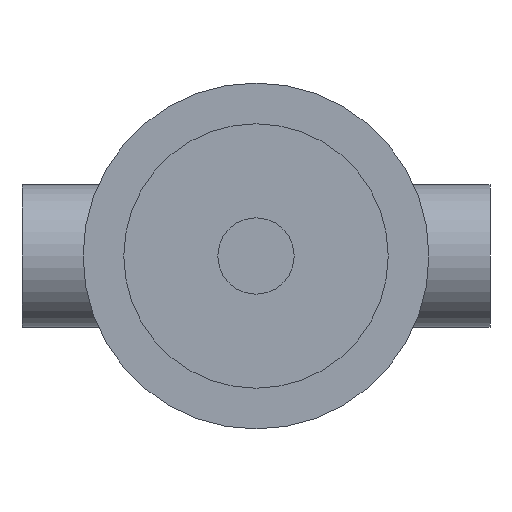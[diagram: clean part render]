
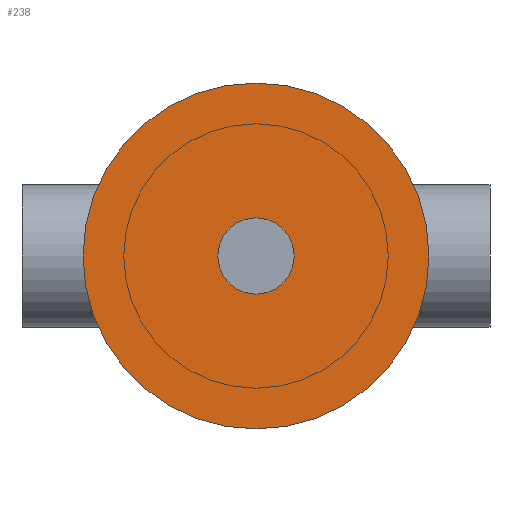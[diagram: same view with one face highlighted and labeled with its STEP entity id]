
A CAD part, left-side view. The second image highlights one B-rep face of the part: STEP entity #238.
In plain terms, the highlighted planar face has unit normal (-1, 0, 0).
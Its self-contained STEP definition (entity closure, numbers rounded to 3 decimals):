
#11 = AXIS2_PLACEMENT_3D ( 'NONE', #429, #239, #499 ) ;
#35 = AXIS2_PLACEMENT_3D ( 'NONE', #358, #482, #96 ) ;
#96 = DIRECTION ( 'NONE',  ( 0., 0., -1. ) ) ;
#118 = ORIENTED_EDGE ( 'NONE', *, *, #388, .F. ) ;
#163 = AXIS2_PLACEMENT_3D ( 'NONE', #359, #419, #546 ) ;
#177 = EDGE_CURVE ( 'NONE', #539, #516, #303, .T. ) ;
#200 = CARTESIAN_POINT ( 'NONE',  ( -1930., 0., 0. ) ) ;
#220 = ORIENTED_EDGE ( 'NONE', *, *, #450, .F. ) ;
#238 = ADVANCED_FACE ( 'NONE', ( #446, #514 ), #489, .F. ) ;
#239 = DIRECTION ( 'NONE',  ( -1., 0., 0. ) ) ;
#247 = VERTEX_POINT ( 'NONE', #416 ) ;
#248 = CARTESIAN_POINT ( 'NONE',  ( -1930., 0., 18.75 ) ) ;
#267 = DIRECTION ( 'NONE',  ( 0., 0., -1. ) ) ;
#277 = EDGE_LOOP ( 'NONE', ( #335, #118 ) ) ;
#303 = CIRCLE ( 'NONE', #417, 18.75 ) ;
#309 = CIRCLE ( 'NONE', #518, 85. ) ;
#335 = ORIENTED_EDGE ( 'NONE', *, *, #650, .F. ) ;
#358 = CARTESIAN_POINT ( 'NONE',  ( -1930., 0., 0. ) ) ;
#359 = CARTESIAN_POINT ( 'NONE',  ( -1930., 0., 0. ) ) ;
#377 = CIRCLE ( 'NONE', #11, 18.75 ) ;
#388 = EDGE_CURVE ( 'NONE', #405, #247, #622, .T. ) ;
#396 = DIRECTION ( 'NONE',  ( 1., 0., 0. ) ) ;
#403 = DIRECTION ( 'NONE',  ( 0., 0., 1. ) ) ;
#405 = VERTEX_POINT ( 'NONE', #431 ) ;
#416 = CARTESIAN_POINT ( 'NONE',  ( -1930., 0., 85. ) ) ;
#417 = AXIS2_PLACEMENT_3D ( 'NONE', #714, #583, #403 ) ;
#419 = DIRECTION ( 'NONE',  ( 1., 0., 0. ) ) ;
#429 = CARTESIAN_POINT ( 'NONE',  ( -1930., 0., 0. ) ) ;
#431 = CARTESIAN_POINT ( 'NONE',  ( -1930., 0., -85. ) ) ;
#446 = FACE_OUTER_BOUND ( 'NONE', #277, .T. ) ;
#450 = EDGE_CURVE ( 'NONE', #516, #539, #377, .T. ) ;
#464 = ORIENTED_EDGE ( 'NONE', *, *, #177, .F. ) ;
#482 = DIRECTION ( 'NONE',  ( 1., 0., 0. ) ) ;
#489 = PLANE ( 'NONE',  #35 ) ;
#497 = CARTESIAN_POINT ( 'NONE',  ( -1930., 0., -18.75 ) ) ;
#499 = DIRECTION ( 'NONE',  ( 0., 0., 1. ) ) ;
#514 = FACE_BOUND ( 'NONE', #599, .T. ) ;
#516 = VERTEX_POINT ( 'NONE', #497 ) ;
#518 = AXIS2_PLACEMENT_3D ( 'NONE', #200, #396, #267 ) ;
#539 = VERTEX_POINT ( 'NONE', #248 ) ;
#546 = DIRECTION ( 'NONE',  ( 0., 0., -1. ) ) ;
#583 = DIRECTION ( 'NONE',  ( -1., 0., 0. ) ) ;
#599 = EDGE_LOOP ( 'NONE', ( #464, #220 ) ) ;
#622 = CIRCLE ( 'NONE', #163, 85. ) ;
#650 = EDGE_CURVE ( 'NONE', #247, #405, #309, .T. ) ;
#714 = CARTESIAN_POINT ( 'NONE',  ( -1930., 0., 0. ) ) ;
